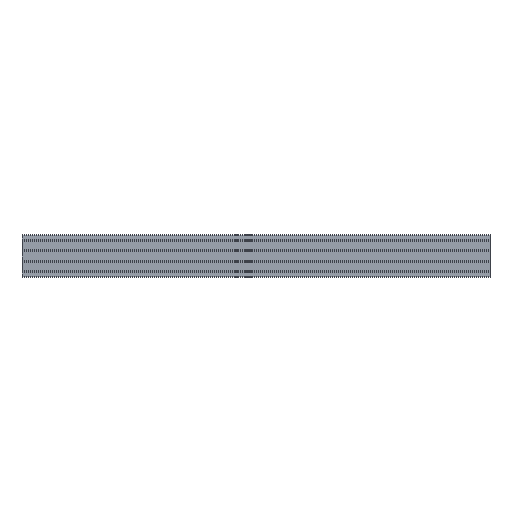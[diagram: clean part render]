
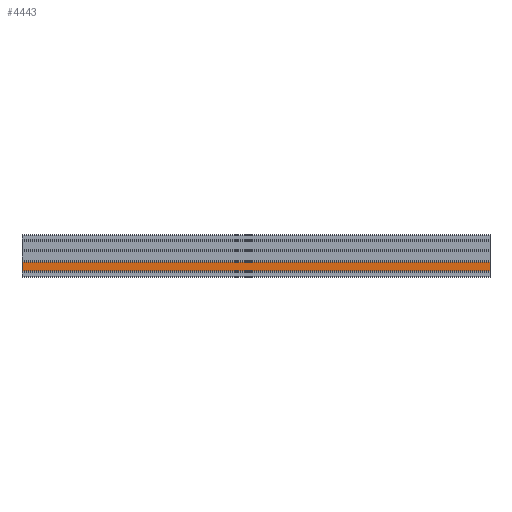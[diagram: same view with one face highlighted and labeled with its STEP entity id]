
A CAD part, top view. The second image highlights one B-rep face of the part: STEP entity #4443.
In plain terms, the highlighted planar face has unit normal (0, 0, 1).
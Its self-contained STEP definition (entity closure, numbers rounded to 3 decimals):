
#139=PLANE('',#4777);
#345=FACE_OUTER_BOUND('',#565,.T.);
#565=EDGE_LOOP('',(#3536,#3537,#3538,#3539));
#1009=LINE('',#7049,#1523);
#1010=LINE('',#7052,#1524);
#1011=LINE('',#7054,#1525);
#1012=LINE('',#7055,#1526);
#1523=VECTOR('',#5767,1.);
#1524=VECTOR('',#5770,1.);
#1525=VECTOR('',#5771,1.);
#1526=VECTOR('',#5772,1.);
#2132=VERTEX_POINT('',#7045);
#2133=VERTEX_POINT('',#7047);
#2134=VERTEX_POINT('',#7051);
#2135=VERTEX_POINT('',#7053);
#2725=EDGE_CURVE('',#2132,#2133,#1009,.T.);
#2726=EDGE_CURVE('',#2134,#2132,#1010,.T.);
#2727=EDGE_CURVE('',#2135,#2133,#1011,.T.);
#2728=EDGE_CURVE('',#2134,#2135,#1012,.T.);
#3536=ORIENTED_EDGE('',*,*,#2726,.T.);
#3537=ORIENTED_EDGE('',*,*,#2725,.T.);
#3538=ORIENTED_EDGE('',*,*,#2727,.F.);
#3539=ORIENTED_EDGE('',*,*,#2728,.F.);
#4443=ADVANCED_FACE('',(#345),#139,.T.);
#4777=AXIS2_PLACEMENT_3D('',#7050,#5768,#5769);
#5767=DIRECTION('',(1.,0.,0.));
#5768=DIRECTION('center_axis',(0.,0.,1.));
#5769=DIRECTION('ref_axis',(0.,-1.,0.));
#5770=DIRECTION('',(0.,-1.,0.));
#5771=DIRECTION('',(0.,-1.,0.));
#5772=DIRECTION('',(1.,0.,0.));
#7045=CARTESIAN_POINT('',(0.,26.6,45.));
#7047=CARTESIAN_POINT('',(2000.,26.6,45.));
#7049=CARTESIAN_POINT('',(0.,26.6,45.));
#7050=CARTESIAN_POINT('Origin',(0.,63.4,45.));
#7051=CARTESIAN_POINT('',(0.,63.4,45.));
#7052=CARTESIAN_POINT('',(0.,63.4,45.));
#7053=CARTESIAN_POINT('',(2000.,63.4,45.));
#7054=CARTESIAN_POINT('',(2000.,63.4,45.));
#7055=CARTESIAN_POINT('',(0.,63.4,45.));
